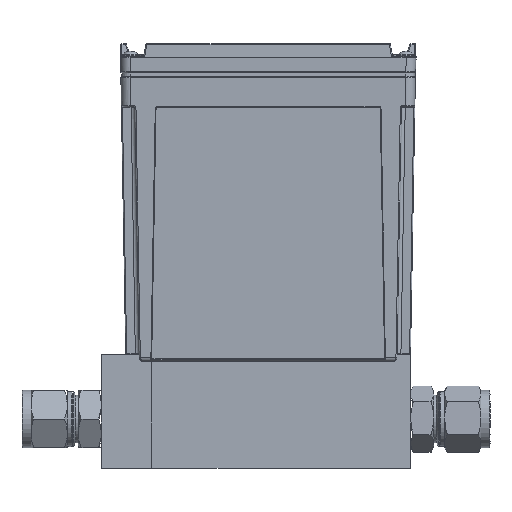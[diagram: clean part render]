
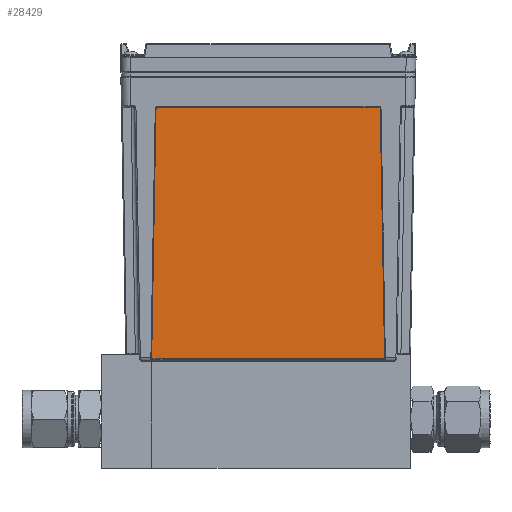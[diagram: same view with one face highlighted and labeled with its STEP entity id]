
A CAD part, top view. The second image highlights one B-rep face of the part: STEP entity #28429.
In plain terms, the highlighted planar face has unit normal (0, -0.018, 1).
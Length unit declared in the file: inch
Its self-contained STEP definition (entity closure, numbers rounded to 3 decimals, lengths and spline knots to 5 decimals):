
#4228 = VECTOR ( 'NONE', #10573, 39.37008 ) ;
#4685 = AXIS2_PLACEMENT_3D ( 'NONE', #22993, #22994, #22995 ) ;
#4808 = CIRCLE ( 'NONE', #4685, 0.02 ) ;
#5446 = VECTOR ( 'NONE', #17688, 39.37008 ) ;
#8145 = DIRECTION ( 'NONE',  ( -0.017, -1., -0.017 ) ) ;
#8623 = LINE ( 'NONE', #8692, #18827 ) ;
#8692 = CARTESIAN_POINT ( 'NONE',  ( -2.6965, 4.63895, 1.02987 ) ) ;
#8888 = DIRECTION ( 'NONE',  ( 1., 0., 0. ) ) ;
#8892 = DIRECTION ( 'NONE',  ( 0., -0.017, 1. ) ) ;
#8893 = CARTESIAN_POINT ( 'NONE',  ( 0.77015, 0.82953, 0.96338 ) ) ;
#9675 = CARTESIAN_POINT ( 'NONE',  ( -2.76314, 0.82988, 0.96339 ) ) ;
#9729 = CARTESIAN_POINT ( 'NONE',  ( 0.72384, 4.6193, 1.02953 ) ) ;
#9768 = CARTESIAN_POINT ( 'NONE',  ( -2.67685, 4.63895, 1.02987 ) ) ;
#9798 = CARTESIAN_POINT ( 'NONE',  ( -2.74315, 0.80953, 0.96303 ) ) ;
#9825 = CARTESIAN_POINT ( 'NONE',  ( 0.70385, 4.63895, 1.02987 ) ) ;
#10227 = DIRECTION ( 'NONE',  ( 1., 0., 0. ) ) ;
#10228 = DIRECTION ( 'NONE',  ( 0., -0.017, 1. ) ) ;
#10229 = CARTESIAN_POINT ( 'NONE',  ( -2.67685, 4.61895, 1.02953 ) ) ;
#10573 = DIRECTION ( 'NONE',  ( -0.017, 1., 0.017 ) ) ;
#10574 = CARTESIAN_POINT ( 'NONE',  ( 0.7905, 0.80953, 0.96303 ) ) ;
#10576 = LINE ( 'NONE', #10574, #4228 ) ;
#11620 = VERTEX_POINT ( 'NONE', #42123 ) ;
#11638 = VERTEX_POINT ( 'NONE', #41766 ) ;
#11645 = VERTEX_POINT ( 'NONE', #42080 ) ;
#11647 = VERTEX_POINT ( 'NONE', #9675 ) ;
#11668 = VERTEX_POINT ( 'NONE', #9729 ) ;
#11679 = VERTEX_POINT ( 'NONE', #9768 ) ;
#11687 = VERTEX_POINT ( 'NONE', #9798 ) ;
#11698 = VERTEX_POINT ( 'NONE', #9825 ) ;
#14939 = CIRCLE ( 'NONE', #15221, 0.02 ) ;
#15182 = AXIS2_PLACEMENT_3D ( 'NONE', #10229, #10228, #10227 ) ;
#15221 = AXIS2_PLACEMENT_3D ( 'NONE', #8893, #8892, #8888 ) ;
#15414 = CIRCLE ( 'NONE', #15182, 0.02 ) ;
#16247 = EDGE_CURVE ( 'NONE', #11687, #11638, #22600, .T. ) ;
#16520 = EDGE_CURVE ( 'NONE', #11679, #11620, #15414, .T. ) ;
#16608 = EDGE_CURVE ( 'NONE', #11647, #11687, #4808, .T. ) ;
#16644 = EDGE_CURVE ( 'NONE', #11620, #11647, #8623, .T. ) ;
#16691 = EDGE_CURVE ( 'NONE', #11698, #11679, #17690, .T. ) ;
#16891 = EDGE_CURVE ( 'NONE', #11638, #11645, #14939, .T. ) ;
#17688 = DIRECTION ( 'NONE',  ( -1., 0., 0. ) ) ;
#17689 = CARTESIAN_POINT ( 'NONE',  ( 0.7235, 4.63895, 1.02987 ) ) ;
#17690 = LINE ( 'NONE', #17689, #5446 ) ;
#18721 = VECTOR ( 'NONE', #22604, 39.37008 ) ;
#18827 = VECTOR ( 'NONE', #8145, 39.37008 ) ;
#22600 = LINE ( 'NONE', #22602, #18721 ) ;
#22602 = CARTESIAN_POINT ( 'NONE',  ( -2.7635, 0.80953, 0.96303 ) ) ;
#22604 = DIRECTION ( 'NONE',  ( 1., 0., 0. ) ) ;
#22993 = CARTESIAN_POINT ( 'NONE',  ( -2.74315, 0.82953, 0.96338 ) ) ;
#22994 = DIRECTION ( 'NONE',  ( 0., -0.017, 1. ) ) ;
#22995 = DIRECTION ( 'NONE',  ( 1., 0., 0. ) ) ;
#25871 = PLANE ( 'NONE',  #39415 ) ;
#26175 = CARTESIAN_POINT ( 'NONE',  ( -0.9865, 4.63895, 1.02987 ) ) ;
#27048 = CARTESIAN_POINT ( 'NONE',  ( 0.70385, 4.61895, 1.02953 ) ) ;
#27303 = DIRECTION ( 'NONE',  ( 0., -0.017, 1. ) ) ;
#27319 = DIRECTION ( 'NONE',  ( 1., 0., 0. ) ) ;
#27357 = FACE_OUTER_BOUND ( 'NONE', #35989, .T. ) ;
#27909 = EDGE_CURVE ( 'NONE', #11645, #11668, #10576, .T. ) ;
#28428 = EDGE_CURVE ( 'NONE', #11668, #11698, #38197, .T. ) ;
#28429 = ADVANCED_FACE ( 'NONE', ( #27357 ), #25871, .T. ) ;
#35989 = EDGE_LOOP ( 'NONE', ( #37549, #37548, #37908, #37545, #37906, #37547, #37543, #37542 ) ) ;
#37542 = ORIENTED_EDGE ( 'NONE', *, *, #16608, .T. ) ;
#37543 = ORIENTED_EDGE ( 'NONE', *, *, #16644, .T. ) ;
#37545 = ORIENTED_EDGE ( 'NONE', *, *, #28428, .T. ) ;
#37547 = ORIENTED_EDGE ( 'NONE', *, *, #16520, .T. ) ;
#37548 = ORIENTED_EDGE ( 'NONE', *, *, #16891, .T. ) ;
#37549 = ORIENTED_EDGE ( 'NONE', *, *, #16247, .T. ) ;
#37906 = ORIENTED_EDGE ( 'NONE', *, *, #16691, .T. ) ;
#37908 = ORIENTED_EDGE ( 'NONE', *, *, #27909, .T. ) ;
#38197 = CIRCLE ( 'NONE', #39014, 0.02 ) ;
#39014 = AXIS2_PLACEMENT_3D ( 'NONE', #27048, #27303, #27319 ) ;
#39415 = AXIS2_PLACEMENT_3D ( 'NONE', #26175, #43999, #44001 ) ;
#41766 = CARTESIAN_POINT ( 'NONE',  ( 0.77015, 0.80953, 0.96303 ) ) ;
#42080 = CARTESIAN_POINT ( 'NONE',  ( 0.79014, 0.82988, 0.96339 ) ) ;
#42123 = CARTESIAN_POINT ( 'NONE',  ( -2.69684, 4.6193, 1.02953 ) ) ;
#43999 = DIRECTION ( 'NONE',  ( 0., -0.017, 1. ) ) ;
#44001 = DIRECTION ( 'NONE',  ( 1., 0., 0. ) ) ;
